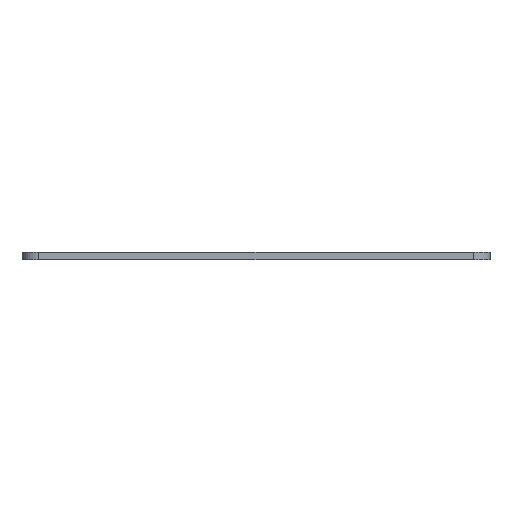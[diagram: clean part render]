
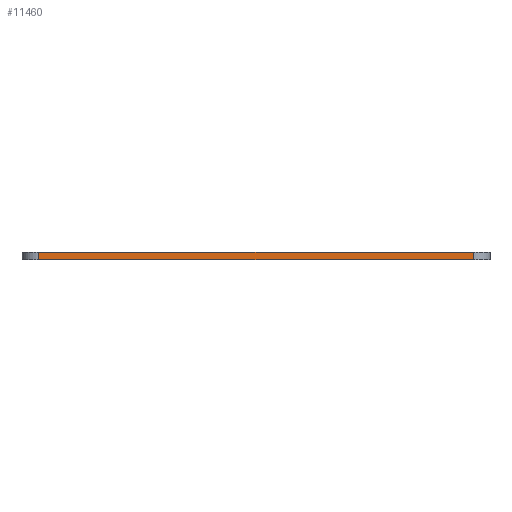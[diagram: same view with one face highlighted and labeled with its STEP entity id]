
A CAD part, front view. The second image highlights one B-rep face of the part: STEP entity #11460.
In plain terms, the highlighted planar face has unit normal (0, -1, 0).
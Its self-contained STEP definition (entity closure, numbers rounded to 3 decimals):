
#83 = PLANE('',#84);
#84 = AXIS2_PLACEMENT_3D('',#85,#86,#87);
#85 = CARTESIAN_POINT('',(148.501,-105.004,1.6));
#86 = DIRECTION('',(-0.,-0.,-1.));
#87 = DIRECTION('',(-1.,0.,0.));
#111 = CYLINDRICAL_SURFACE('',#112,3.592);
#112 = AXIS2_PLACEMENT_3D('',#113,#114,#115);
#113 = CARTESIAN_POINT('',(195.709,-139.511,0.));
#114 = DIRECTION('',(-0.,-0.,-1.));
#115 = DIRECTION('',(1.,0.,-0.));
#137 = PLANE('',#138);
#138 = AXIS2_PLACEMENT_3D('',#139,#140,#141);
#139 = CARTESIAN_POINT('',(148.501,-105.004,0.));
#140 = DIRECTION('',(-0.,-0.,-1.));
#141 = DIRECTION('',(-1.,0.,0.));
#238 = EDGE_CURVE('',#239,#241,#243,.T.);
#239 = VERTEX_POINT('',#240);
#240 = CARTESIAN_POINT('',(195.709,-143.103,0.));
#241 = VERTEX_POINT('',#242);
#242 = CARTESIAN_POINT('',(195.709,-143.103,1.6));
#243 = SURFACE_CURVE('',#244,(#248,#255),.PCURVE_S1.);
#244 = LINE('',#245,#246);
#245 = CARTESIAN_POINT('',(195.709,-143.103,0.));
#246 = VECTOR('',#247,1.);
#247 = DIRECTION('',(0.,0.,1.));
#248 = PCURVE('',#111,#249);
#249 = DEFINITIONAL_REPRESENTATION('',(#250),#254);
#250 = LINE('',#251,#252);
#251 = CARTESIAN_POINT('',(-4.712,0.));
#252 = VECTOR('',#253,1.);
#253 = DIRECTION('',(-0.,-1.));
#254 = ( GEOMETRIC_REPRESENTATION_CONTEXT(2) 
PARAMETRIC_REPRESENTATION_CONTEXT() REPRESENTATION_CONTEXT('2D SPACE',''
  ) );
#255 = PCURVE('',#256,#261);
#256 = PLANE('',#257);
#257 = AXIS2_PLACEMENT_3D('',#258,#259,#260);
#258 = CARTESIAN_POINT('',(195.709,-143.103,0.));
#259 = DIRECTION('',(0.,-1.,0.));
#260 = DIRECTION('',(-1.,0.,0.));
#261 = DEFINITIONAL_REPRESENTATION('',(#262),#266);
#262 = LINE('',#263,#264);
#263 = CARTESIAN_POINT('',(0.,0.));
#264 = VECTOR('',#265,1.);
#265 = DIRECTION('',(0.,-1.));
#266 = ( GEOMETRIC_REPRESENTATION_CONTEXT(2) 
PARAMETRIC_REPRESENTATION_CONTEXT() REPRESENTATION_CONTEXT('2D SPACE',''
  ) );
#326 = EDGE_CURVE('',#239,#327,#329,.T.);
#327 = VERTEX_POINT('',#328);
#328 = CARTESIAN_POINT('',(101.293,-143.104,0.));
#329 = SURFACE_CURVE('',#330,(#334,#341),.PCURVE_S1.);
#330 = LINE('',#331,#332);
#331 = CARTESIAN_POINT('',(195.709,-143.103,0.));
#332 = VECTOR('',#333,1.);
#333 = DIRECTION('',(-1.,0.,0.));
#334 = PCURVE('',#137,#335);
#335 = DEFINITIONAL_REPRESENTATION('',(#336),#340);
#336 = LINE('',#337,#338);
#337 = CARTESIAN_POINT('',(-47.208,-38.099));
#338 = VECTOR('',#339,1.);
#339 = DIRECTION('',(1.,0.));
#340 = ( GEOMETRIC_REPRESENTATION_CONTEXT(2) 
PARAMETRIC_REPRESENTATION_CONTEXT() REPRESENTATION_CONTEXT('2D SPACE',''
  ) );
#341 = PCURVE('',#256,#342);
#342 = DEFINITIONAL_REPRESENTATION('',(#343),#347);
#343 = LINE('',#344,#345);
#344 = CARTESIAN_POINT('',(0.,0.));
#345 = VECTOR('',#346,1.);
#346 = DIRECTION('',(1.,0.));
#347 = ( GEOMETRIC_REPRESENTATION_CONTEXT(2) 
PARAMETRIC_REPRESENTATION_CONTEXT() REPRESENTATION_CONTEXT('2D SPACE',''
  ) );
#370 = CYLINDRICAL_SURFACE('',#371,3.593);
#371 = AXIS2_PLACEMENT_3D('',#372,#373,#374);
#372 = CARTESIAN_POINT('',(101.293,-139.511,0.));
#373 = DIRECTION('',(-0.,-0.,-1.));
#374 = DIRECTION('',(1.,0.,-0.));
#6310 = EDGE_CURVE('',#241,#6311,#6313,.T.);
#6311 = VERTEX_POINT('',#6312);
#6312 = CARTESIAN_POINT('',(101.293,-143.104,1.6));
#6313 = SURFACE_CURVE('',#6314,(#6318,#6325),.PCURVE_S1.);
#6314 = LINE('',#6315,#6316);
#6315 = CARTESIAN_POINT('',(195.709,-143.103,1.6));
#6316 = VECTOR('',#6317,1.);
#6317 = DIRECTION('',(-1.,0.,0.));
#6318 = PCURVE('',#83,#6319);
#6319 = DEFINITIONAL_REPRESENTATION('',(#6320),#6324);
#6320 = LINE('',#6321,#6322);
#6321 = CARTESIAN_POINT('',(-47.208,-38.099));
#6322 = VECTOR('',#6323,1.);
#6323 = DIRECTION('',(1.,0.));
#6324 = ( GEOMETRIC_REPRESENTATION_CONTEXT(2) 
PARAMETRIC_REPRESENTATION_CONTEXT() REPRESENTATION_CONTEXT('2D SPACE',''
  ) );
#6325 = PCURVE('',#256,#6326);
#6326 = DEFINITIONAL_REPRESENTATION('',(#6327),#6331);
#6327 = LINE('',#6328,#6329);
#6328 = CARTESIAN_POINT('',(0.,-1.6));
#6329 = VECTOR('',#6330,1.);
#6330 = DIRECTION('',(1.,0.));
#6331 = ( GEOMETRIC_REPRESENTATION_CONTEXT(2) 
PARAMETRIC_REPRESENTATION_CONTEXT() REPRESENTATION_CONTEXT('2D SPACE',''
  ) );
#11460 = ADVANCED_FACE('',(#11461),#256,.T.);
#11461 = FACE_BOUND('',#11462,.T.);
#11462 = EDGE_LOOP('',(#11463,#11464,#11465,#11486));
#11463 = ORIENTED_EDGE('',*,*,#238,.T.);
#11464 = ORIENTED_EDGE('',*,*,#6310,.T.);
#11465 = ORIENTED_EDGE('',*,*,#11466,.F.);
#11466 = EDGE_CURVE('',#327,#6311,#11467,.T.);
#11467 = SURFACE_CURVE('',#11468,(#11472,#11479),.PCURVE_S1.);
#11468 = LINE('',#11469,#11470);
#11469 = CARTESIAN_POINT('',(101.293,-143.104,0.));
#11470 = VECTOR('',#11471,1.);
#11471 = DIRECTION('',(0.,0.,1.));
#11472 = PCURVE('',#256,#11473);
#11473 = DEFINITIONAL_REPRESENTATION('',(#11474),#11478);
#11474 = LINE('',#11475,#11476);
#11475 = CARTESIAN_POINT('',(94.416,0.));
#11476 = VECTOR('',#11477,1.);
#11477 = DIRECTION('',(0.,-1.));
#11478 = ( GEOMETRIC_REPRESENTATION_CONTEXT(2) 
PARAMETRIC_REPRESENTATION_CONTEXT() REPRESENTATION_CONTEXT('2D SPACE',''
  ) );
#11479 = PCURVE('',#370,#11480);
#11480 = DEFINITIONAL_REPRESENTATION('',(#11481),#11485);
#11481 = LINE('',#11482,#11483);
#11482 = CARTESIAN_POINT('',(-4.712,0.));
#11483 = VECTOR('',#11484,1.);
#11484 = DIRECTION('',(-0.,-1.));
#11485 = ( GEOMETRIC_REPRESENTATION_CONTEXT(2) 
PARAMETRIC_REPRESENTATION_CONTEXT() REPRESENTATION_CONTEXT('2D SPACE',''
  ) );
#11486 = ORIENTED_EDGE('',*,*,#326,.F.);
